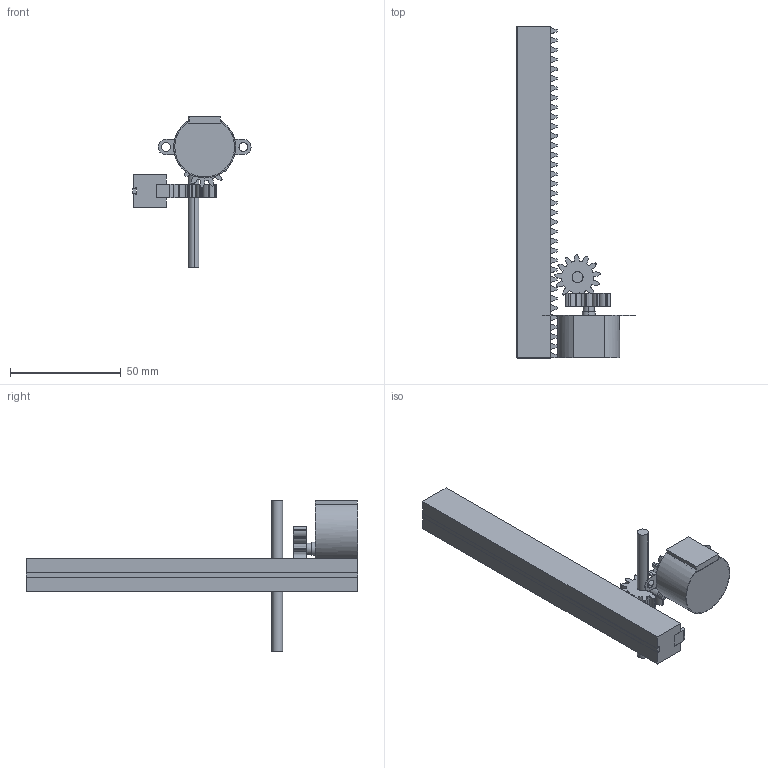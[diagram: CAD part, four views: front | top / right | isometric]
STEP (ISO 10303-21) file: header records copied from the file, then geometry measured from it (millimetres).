
FILE_DESCRIPTION (( 'STEP AP214' ), '1' );
FILE_NAME ('Motor.STEP', '2019-01-04T09:15:57', ( '' ), ( '' ), 'SwSTEP 2.0', 'SolidWorks 2017', '' );
FILE_SCHEMA (( 'AUTOMOTIVE_DESIGN' ));
Length unit declared in the file: millimetre
Products named in the file (7): spur gear_gb_GB - Spur gear 1.375M 13T 20PA 6FW ---S13A75H50L5.0N; base2; pilastra; rack spur rectangular_gb_GB - Rack-spur - rectangular 1.375M 20PA 6FW 6PH 150L---SAll; steppermotor; Motor; base1
Assembly tree (7 placements, depth 2):
  Motor
    steppermotor
    spur gear_gb_GB - Spur gear 1.375M 13T 20PA 6FW ---S13A75H50L5.0N  x2
    base1
    rack spur rectangular_gb_GB - Rack-spur - rectangular 1.375M 20PA 6FW 6PH 150L---SAll
    pilastra
    base2
Bounding box: 53.42 x 150 x 68.13 mm (x, y, z)
Volume: 41005 mm3; surface area: 26766.2 mm2
Topology: 8 solids, 8 shells, 343 faces, 974 edges, 649 vertices
Faces by surface type: plane 209, cylinder 134
Entity records: 9446 total; most frequent: CARTESIAN_POINT 1626, ORIENTED_EDGE 1600, DIRECTION 1547, EDGE_CURVE 800, VECTOR 639, LINE 639, VERTEX_POINT 533, AXIS2_PLACEMENT_3D 454
